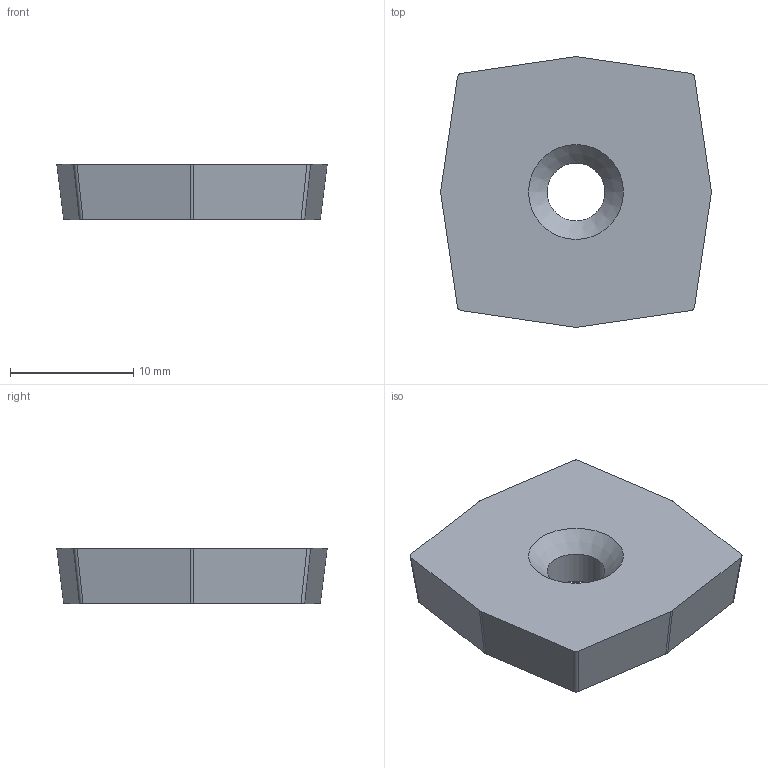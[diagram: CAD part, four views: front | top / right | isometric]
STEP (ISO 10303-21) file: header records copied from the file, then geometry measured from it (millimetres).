
FILE_DESCRIPTION(/* description */ (''),/* implementation_level */ '2;1');
FILE_NAME(/* name */ 'aaa334759_a.stp',/* time_stamp */ '2020-02-03T12:20:23+01:00',/* author */ (''),/* organization */ ('SMS'),/* preprocessor_version */ 'ST-DEVELOPER v16.7',/* originating_system */ 'SIEMENS PLM Software NX 12.0',/* authorisation */ '');
FILE_SCHEMA (('AUTOMOTIVE_DESIGN { 1 0 10303 214 3 1 1 1 }'));
Length unit declared in the file: millimetre
Products named in the file (1): AAA334759_A
Bounding box: 21.96 x 21.96 x 4.5 mm (x, y, z)
Volume: 1702.8 mm3; surface area: 1161.5 mm2
Topology: 1 solids, 1 shells, 21 faces, 56 edges, 39 vertices
Faces by surface type: plane 10, cylinder 9, cone 2
Full cylindrical faces by diameter (mm): 4.7 x1
Entity records: 780 total; most frequent: CARTESIAN_POINT 190, DIRECTION 120, ORIENTED_EDGE 104, EDGE_CURVE 52, AXIS2_PLACEMENT_3D 44, VERTEX_POINT 36, LINE 32, VECTOR 32
